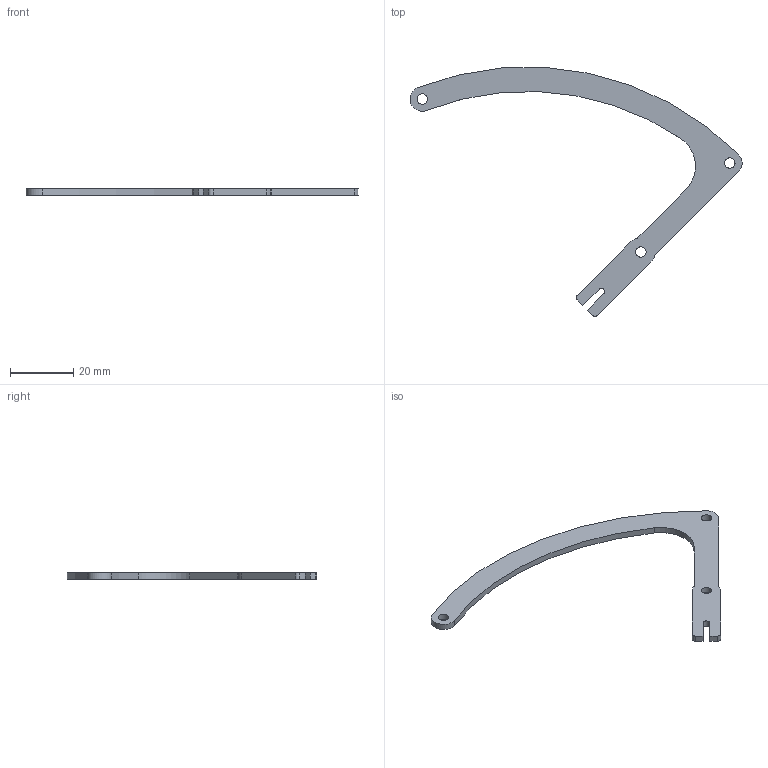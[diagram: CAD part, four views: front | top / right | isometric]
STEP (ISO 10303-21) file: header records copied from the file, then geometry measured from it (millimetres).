
FILE_DESCRIPTION(/* description */ (''),/* implementation_level */ '2;1');
FILE_NAME(/* name */ 'Дуга монтажная.stp',/* time_stamp */ '2020-03-24T16:22:45+03:00',/* author */ ('Андрей'),/* organization */ (''),/* preprocessor_version */ 'ST-DEVELOPER v16.1',/* originating_system */ 'Autodesk Inventor 2016',/* authorisation */ '');
FILE_SCHEMA (('AUTOMOTIVE_DESIGN { 1 0 10303 214 3 1 1 }'));
Length unit declared in the file: millimetre
Products named in the file (1): Дуга_v3.2.1
Bounding box: 105.09 x 78.84 x 2 mm (x, y, z)
Volume: 2723.7 mm3; surface area: 3523.1 mm2
Topology: 1 solids, 1 shells, 27 faces, 78 edges, 53 vertices
Faces by surface type: cylinder 15, plane 12
Full cylindrical faces by diameter (mm): 3.3 x3
Entity records: 900 total; most frequent: DIRECTION 158, CARTESIAN_POINT 150, ORIENTED_EDGE 144, EDGE_CURVE 72, AXIS2_PLACEMENT_3D 58, VERTEX_POINT 50, LINE 42, VECTOR 42
